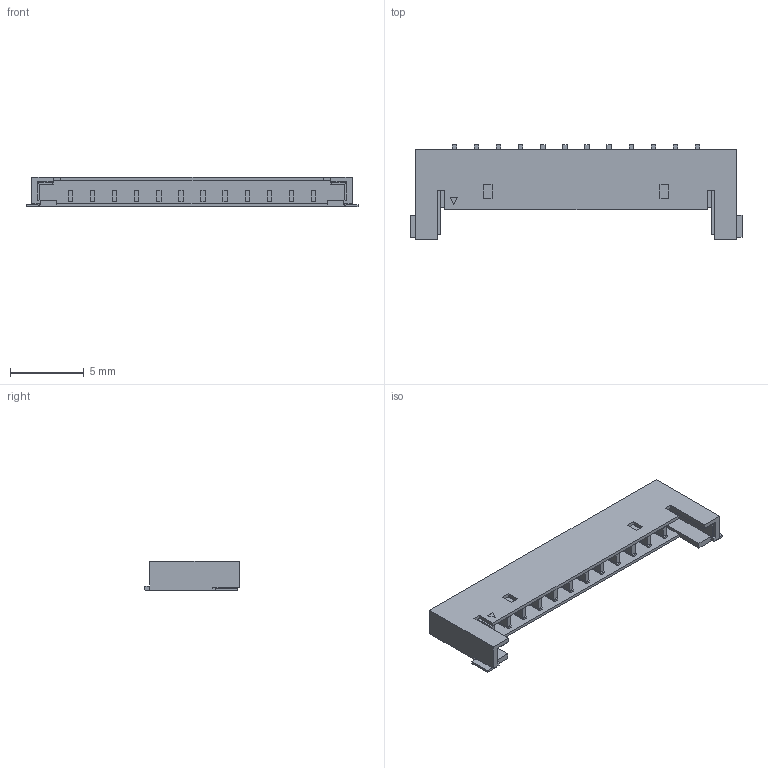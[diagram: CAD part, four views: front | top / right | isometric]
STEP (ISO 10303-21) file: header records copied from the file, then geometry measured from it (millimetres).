
FILE_DESCRIPTION(/* description */ (''),/* implementation_level */ '2;1');
FILE_NAME(/* name */ '5040501291wbm000_01_214.stp',/* time_stamp */ '2023-07-11T09:14:28+06:00',/* author */ (''),/* organization */ (''),/* preprocessor_version */ 'ST-DEVELOPER v16.7',/* originating_system */ 'SIEMENS PLM Software NX 1919',/* authorisation */ '');
FILE_SCHEMA (('AUTOMOTIVE_DESIGN { 1 0 10303 214 3 1 1 1 }'));
Length unit declared in the file: millimetre
Products named in the file (1): 5040501291wbm000_01
Bounding box: 22.55 x 6.44 x 2 mm (x, y, z)
Volume: 114.5 mm3; surface area: 488.6 mm2
Topology: 1 solids, 1 shells, 312 faces, 891 edges, 584 vertices
Faces by surface type: plane 288, cylinder 24
Entity records: 9995 total; most frequent: CARTESIAN_POINT 1788, ORIENTED_EDGE 1782, DIRECTION 1565, EDGE_CURVE 891, LINE 843, VECTOR 843, VERTEX_POINT 584, AXIS2_PLACEMENT_3D 361
